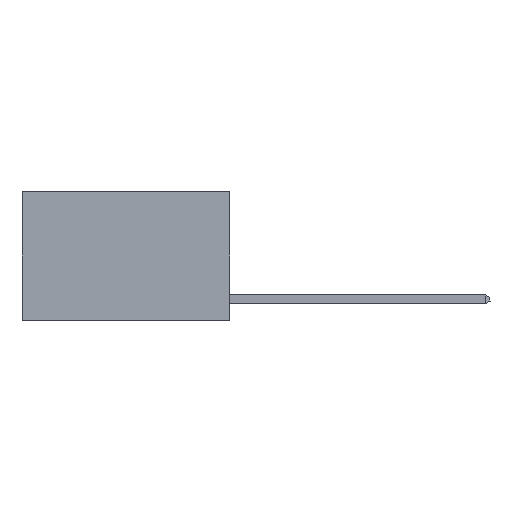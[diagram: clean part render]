
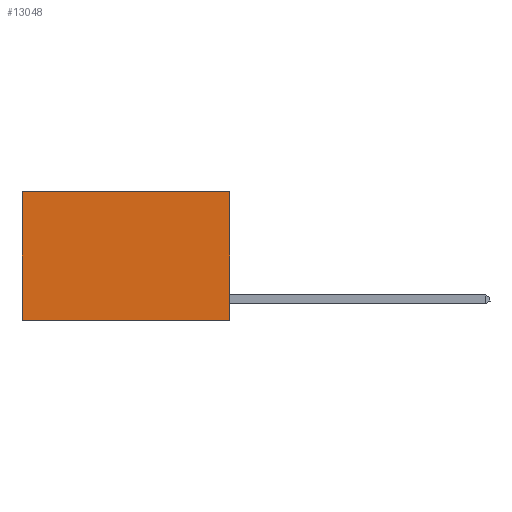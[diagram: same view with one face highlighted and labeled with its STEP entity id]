
A CAD part, left-side view. The second image highlights one B-rep face of the part: STEP entity #13048.
In plain terms, the highlighted planar face has unit normal (-1, 0, 0).
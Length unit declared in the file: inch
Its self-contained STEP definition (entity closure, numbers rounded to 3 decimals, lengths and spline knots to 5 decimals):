
#152 = VERTEX_POINT ( 'NONE', #14808 ) ;
#814 = EDGE_CURVE ( 'NONE', #4451, #152, #936, .T. ) ;
#819 = EDGE_CURVE ( 'NONE', #14284, #4451, #11444, .T. ) ;
#897 = CARTESIAN_POINT ( 'NONE',  ( 0.2625, 0., 0. ) ) ;
#936 = LINE ( 'NONE', #8140, #14534 ) ;
#1068 = DIRECTION ( 'NONE',  ( 0., 0., -1. ) ) ;
#1220 = DIRECTION ( 'NONE',  ( 0., 1., 0. ) ) ;
#2291 = LINE ( 'NONE', #14105, #15897 ) ;
#3573 = PLANE ( 'NONE',  #9113 ) ;
#4451 = VERTEX_POINT ( 'NONE', #13821 ) ;
#4493 = VECTOR ( 'NONE', #1220, 39.37008 ) ;
#4518 = VERTEX_POINT ( 'NONE', #16569 ) ;
#4686 = LINE ( 'NONE', #10287, #15149 ) ;
#5104 = EDGE_LOOP ( 'NONE', ( #10532, #10116, #13154, #6365 ) ) ;
#6204 = DIRECTION ( 'NONE',  ( 0., 0., -1. ) ) ;
#6365 = ORIENTED_EDGE ( 'NONE', *, *, #819, .T. ) ;
#7452 = CARTESIAN_POINT ( 'NONE',  ( 0.2625, 0., 0. ) ) ;
#7558 = EDGE_CURVE ( 'NONE', #14284, #4518, #4686, .T. ) ;
#8140 = CARTESIAN_POINT ( 'NONE',  ( 0.2625, 0.6, 0. ) ) ;
#9113 = AXIS2_PLACEMENT_3D ( 'NONE', #7452, #14052, #6204 ) ;
#10116 = ORIENTED_EDGE ( 'NONE', *, *, #16946, .F. ) ;
#10287 = CARTESIAN_POINT ( 'NONE',  ( 0.2625, 0., 0. ) ) ;
#10532 = ORIENTED_EDGE ( 'NONE', *, *, #814, .T. ) ;
#11444 = LINE ( 'NONE', #12853, #4493 ) ;
#11525 = DIRECTION ( 'NONE',  ( 0., 1., 0. ) ) ;
#11795 = DIRECTION ( 'NONE',  ( 0., 0., -1. ) ) ;
#12853 = CARTESIAN_POINT ( 'NONE',  ( 0.2625, 0., 0. ) ) ;
#13048 = ADVANCED_FACE ( 'NONE', ( #16904 ), #3573, .F. ) ;
#13154 = ORIENTED_EDGE ( 'NONE', *, *, #7558, .F. ) ;
#13821 = CARTESIAN_POINT ( 'NONE',  ( 0.2625, 0.6, 0. ) ) ;
#14052 = DIRECTION ( 'NONE',  ( 1., 0., 0. ) ) ;
#14105 = CARTESIAN_POINT ( 'NONE',  ( 0.2625, 0., -0.37 ) ) ;
#14284 = VERTEX_POINT ( 'NONE', #897 ) ;
#14534 = VECTOR ( 'NONE', #11795, 39.37008 ) ;
#14808 = CARTESIAN_POINT ( 'NONE',  ( 0.2625, 0.6, -0.37 ) ) ;
#15149 = VECTOR ( 'NONE', #1068, 39.37008 ) ;
#15897 = VECTOR ( 'NONE', #11525, 39.37008 ) ;
#16569 = CARTESIAN_POINT ( 'NONE',  ( 0.2625, 0., -0.37 ) ) ;
#16904 = FACE_OUTER_BOUND ( 'NONE', #5104, .T. ) ;
#16946 = EDGE_CURVE ( 'NONE', #4518, #152, #2291, .T. ) ;
